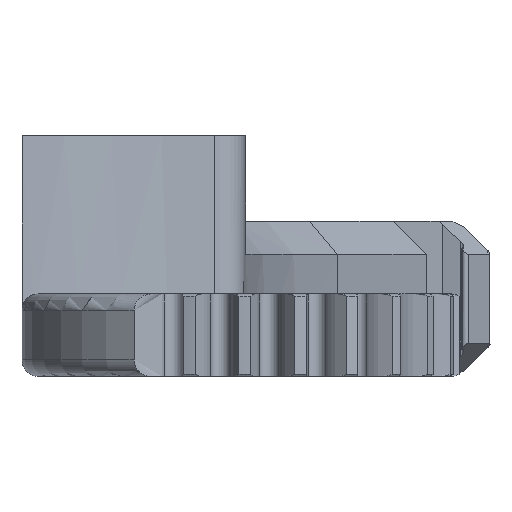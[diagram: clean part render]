
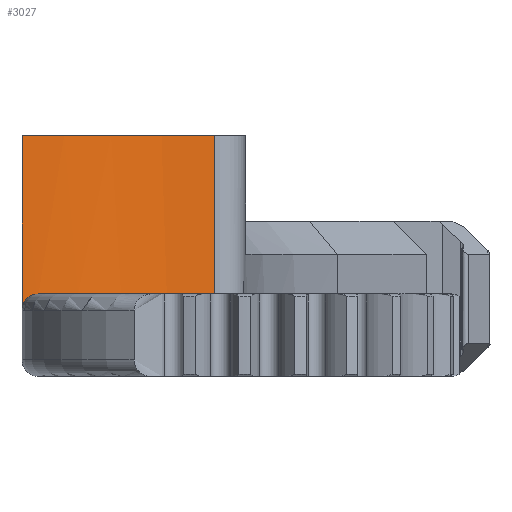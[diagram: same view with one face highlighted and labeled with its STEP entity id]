
A CAD part, front view. The second image highlights one B-rep face of the part: STEP entity #3027.
In plain terms, the highlighted cylindrical face has radius 20 mm (diameter 40 mm), a partial arc.
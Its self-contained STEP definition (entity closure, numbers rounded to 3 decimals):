
#33 = DIRECTION ( 'NONE',  ( 0., 0., -1. ) ) ;
#118 = CARTESIAN_POINT ( 'NONE',  ( -25.5, 14.756, 5. ) ) ;
#318 = DIRECTION ( 'NONE',  ( 0., 0., 1. ) ) ;
#482 = B_SPLINE_CURVE_WITH_KNOTS ( 'NONE', 3,
 ( #5742, #5657, #844, #2622, #4414, #3880, #2536, #3026, #5688, #4384, #2064, #3492 ),
 .UNSPECIFIED., .F., .F.,
 ( 4, 2, 2, 2, 2, 4 ),
 ( 0., 0., 0.001, 0.001, 0.001, 0.002 ),
 .UNSPECIFIED. ) ;
#652 = VECTOR ( 'NONE', #2307, 1000. ) ;
#662 = EDGE_CURVE ( 'NONE', #1919, #2003, #5054, .T. ) ;
#766 = CIRCLE ( 'NONE', #2818, 20. ) ;
#783 = ORIENTED_EDGE ( 'NONE', *, *, #4499, .T. ) ;
#844 = CARTESIAN_POINT ( 'NONE',  ( -25.463, 14.79, 4.303 ) ) ;
#941 = CARTESIAN_POINT ( 'NONE',  ( -25.5, 14.756, 14.6 ) ) ;
#1045 = CARTESIAN_POINT ( 'NONE',  ( -13.86, 19.913, 14.6 ) ) ;
#1186 = CIRCLE ( 'NONE', #4458, 20. ) ;
#1533 = ORIENTED_EDGE ( 'NONE', *, *, #4660, .T. ) ;
#1672 = CARTESIAN_POINT ( 'NONE',  ( -12., 0., 5. ) ) ;
#1871 = EDGE_LOOP ( 'NONE', ( #3398, #4970, #783, #1533, #5662 ) ) ;
#1879 = DIRECTION ( 'NONE',  ( 0., 0., 1. ) ) ;
#1919 = VERTEX_POINT ( 'NONE', #2284 ) ;
#2003 = VERTEX_POINT ( 'NONE', #941 ) ;
#2064 = CARTESIAN_POINT ( 'NONE',  ( -24.619, 15.517, 5. ) ) ;
#2076 = DIRECTION ( 'NONE',  ( 0., 0., -1. ) ) ;
#2181 = DIRECTION ( 'NONE',  ( -1., 0., 0. ) ) ;
#2284 = CARTESIAN_POINT ( 'NONE',  ( -25.5, 14.756, 4. ) ) ;
#2307 = DIRECTION ( 'NONE',  ( 0., 0., 1. ) ) ;
#2452 = AXIS2_PLACEMENT_3D ( 'NONE', #1672, #318, #4704 ) ;
#2474 = EDGE_CURVE ( 'NONE', #2003, #5746, #766, .T. ) ;
#2512 = VECTOR ( 'NONE', #1879, 1000. ) ;
#2536 = CARTESIAN_POINT ( 'NONE',  ( -25.21, 15.017, 4.707 ) ) ;
#2622 = CARTESIAN_POINT ( 'NONE',  ( -25.372, 14.873, 4.495 ) ) ;
#2818 = AXIS2_PLACEMENT_3D ( 'NONE', #4029, #33, #2181 ) ;
#3026 = CARTESIAN_POINT ( 'NONE',  ( -25.066, 15.143, 4.834 ) ) ;
#3027 = ADVANCED_FACE ( 'NONE', ( #5622 ), #3896, .F. ) ;
#3163 = CARTESIAN_POINT ( 'NONE',  ( -24.5, 15.612, 5. ) ) ;
#3398 = ORIENTED_EDGE ( 'NONE', *, *, #662, .F. ) ;
#3492 = CARTESIAN_POINT ( 'NONE',  ( -24.5, 15.612, 5. ) ) ;
#3777 = CARTESIAN_POINT ( 'NONE',  ( -13.86, 19.913, 5. ) ) ;
#3837 = DIRECTION ( 'NONE',  ( -1., 0., 0. ) ) ;
#3880 = CARTESIAN_POINT ( 'NONE',  ( -25.254, 14.978, 4.66 ) ) ;
#3896 = CYLINDRICAL_SURFACE ( 'NONE', #2452, 20. ) ;
#4029 = CARTESIAN_POINT ( 'NONE',  ( -12., 0., 14.6 ) ) ;
#4384 = CARTESIAN_POINT ( 'NONE',  ( -24.736, 15.421, 4.979 ) ) ;
#4414 = CARTESIAN_POINT ( 'NONE',  ( -25.335, 14.906, 4.554 ) ) ;
#4458 = AXIS2_PLACEMENT_3D ( 'NONE', #5081, #2076, #3837 ) ;
#4499 = EDGE_CURVE ( 'NONE', #5343, #4789, #1186, .T. ) ;
#4534 = LINE ( 'NONE', #4603, #652 ) ;
#4603 = CARTESIAN_POINT ( 'NONE',  ( -13.86, 19.913, 5. ) ) ;
#4660 = EDGE_CURVE ( 'NONE', #4789, #5746, #4534, .T. ) ;
#4704 = DIRECTION ( 'NONE',  ( 1., 0., 0. ) ) ;
#4789 = VERTEX_POINT ( 'NONE', #3777 ) ;
#4970 = ORIENTED_EDGE ( 'NONE', *, *, #5236, .T. ) ;
#5054 = LINE ( 'NONE', #118, #2512 ) ;
#5081 = CARTESIAN_POINT ( 'NONE',  ( -12., 0., 5. ) ) ;
#5236 = EDGE_CURVE ( 'NONE', #1919, #5343, #482, .T. ) ;
#5343 = VERTEX_POINT ( 'NONE', #3163 ) ;
#5622 = FACE_OUTER_BOUND ( 'NONE', #1871, .T. ) ;
#5657 = CARTESIAN_POINT ( 'NONE',  ( -25.5, 14.756, 4.154 ) ) ;
#5662 = ORIENTED_EDGE ( 'NONE', *, *, #2474, .F. ) ;
#5688 = CARTESIAN_POINT ( 'NONE',  ( -24.961, 15.233, 4.896 ) ) ;
#5742 = CARTESIAN_POINT ( 'NONE',  ( -25.5, 14.756, 4. ) ) ;
#5746 = VERTEX_POINT ( 'NONE', #1045 ) ;
